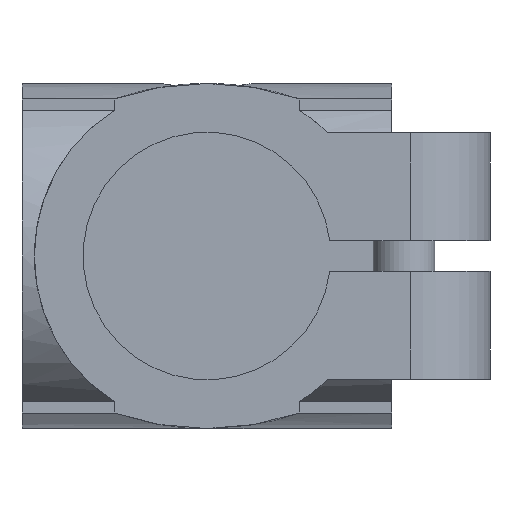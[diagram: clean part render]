
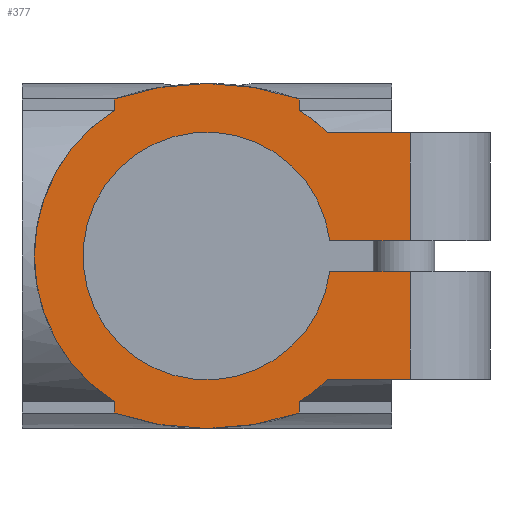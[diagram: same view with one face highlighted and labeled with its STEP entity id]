
A CAD part, front view. The second image highlights one B-rep face of the part: STEP entity #377.
In plain terms, the highlighted planar face has unit normal (0, -1, 0).
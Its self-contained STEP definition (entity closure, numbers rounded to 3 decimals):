
#377 = ADVANCED_FACE( '', ( #813 ), #814, .F. );
#813 = FACE_OUTER_BOUND( '', #1270, .T. );
#814 = PLANE( '', #1271 );
#1270 = EDGE_LOOP( '', ( #2350, #2351, #2352, #2353, #2354, #2355, #2356, #2357, #2358, #2359, #2360, #2361, #2362, #2363, #2364, #2365 ) );
#1271 = AXIS2_PLACEMENT_3D( '', #2366, #2367, #2368 );
#2350 = ORIENTED_EDGE( '', *, *, #2676, .T. );
#2351 = ORIENTED_EDGE( '', *, *, #2735, .T. );
#2352 = ORIENTED_EDGE( '', *, *, #3008, .T. );
#2353 = ORIENTED_EDGE( '', *, *, #2659, .F. );
#2354 = ORIENTED_EDGE( '', *, *, #2682, .F. );
#2355 = ORIENTED_EDGE( '', *, *, #2845, .F. );
#2356 = ORIENTED_EDGE( '', *, *, #2742, .F. );
#2357 = ORIENTED_EDGE( '', *, *, #2995, .F. );
#2358 = ORIENTED_EDGE( '', *, *, #2804, .F. );
#2359 = ORIENTED_EDGE( '', *, *, #2926, .F. );
#2360 = ORIENTED_EDGE( '', *, *, #2921, .F. );
#2361 = ORIENTED_EDGE( '', *, *, #2969, .F. );
#2362 = ORIENTED_EDGE( '', *, *, #2733, .F. );
#2363 = ORIENTED_EDGE( '', *, *, #3009, .F. );
#2364 = ORIENTED_EDGE( '', *, *, #2786, .T. );
#2365 = ORIENTED_EDGE( '', *, *, #2807, .F. );
#2366 = CARTESIAN_POINT( '', ( 0., 0., 0. ) );
#2367 = DIRECTION( '', ( 0., 1., 0. ) );
#2368 = DIRECTION( '', ( 0., 0., 1. ) );
#2659 = EDGE_CURVE( '', #3207, #3208, #3209, .T. );
#2676 = EDGE_CURVE( '', #3236, #3234, #3237, .T. );
#2682 = EDGE_CURVE( '', #3243, #3207, #3245, .T. );
#2733 = EDGE_CURVE( '', #3331, #3327, #3333, .T. );
#2735 = EDGE_CURVE( '', #3234, #3335, #3336, .T. );
#2742 = EDGE_CURVE( '', #3346, #3341, #3348, .T. );
#2786 = EDGE_CURVE( '', #3419, #3420, #3421, .T. );
#2804 = EDGE_CURVE( '', #3449, #3445, #3451, .T. );
#2807 = EDGE_CURVE( '', #3236, #3420, #3454, .T. );
#2845 = EDGE_CURVE( '', #3341, #3243, #3511, .T. );
#2921 = EDGE_CURVE( '', #3611, #3609, #3613, .T. );
#2926 = EDGE_CURVE( '', #3609, #3449, #3618, .T. );
#2969 = EDGE_CURVE( '', #3327, #3611, #3670, .T. );
#2995 = EDGE_CURVE( '', #3445, #3346, #3705, .T. );
#3008 = EDGE_CURVE( '', #3335, #3208, #3719, .T. );
#3009 = EDGE_CURVE( '', #3419, #3331, #3720, .T. );
#3207 = VERTEX_POINT( '', #3988 );
#3208 = VERTEX_POINT( '', #3989 );
#3209 = LINE( '', #3990, #3991 );
#3234 = VERTEX_POINT( '', #4023 );
#3236 = VERTEX_POINT( '', #4026 );
#3237 = LINE( '', #4027, #4028 );
#3243 = VERTEX_POINT( '', #4035 );
#3245 = LINE( '', #4038, #4039 );
#3327 = VERTEX_POINT( '', #4146 );
#3331 = VERTEX_POINT( '', #4152 );
#3333 = LINE( '', #4155, #4156 );
#3335 = VERTEX_POINT( '', #4158 );
#3336 = CIRCLE( '', #4159, 20.1 );
#3341 = VERTEX_POINT( '', #4165 );
#3346 = VERTEX_POINT( '', #4172 );
#3348 = LINE( '', #4175, #4176 );
#3419 = VERTEX_POINT( '', #4286 );
#3420 = VERTEX_POINT( '', #4287 );
#3421 = LINE( '', #4288, #4289 );
#3445 = VERTEX_POINT( '', #4333 );
#3449 = VERTEX_POINT( '', #4339 );
#3451 = LINE( '', #4342, #4343 );
#3454 = LINE( '', #4347, #4348 );
#3511 = CIRCLE( '', #4422, 28. );
#3609 = VERTEX_POINT( '', #4589 );
#3611 = VERTEX_POINT( '', #4592 );
#3613 = LINE( '', #4595, #4596 );
#3618 = CIRCLE( '', #4602, 28. );
#3670 = CIRCLE( '', #4758, 46. );
#3705 = CIRCLE( '', #4807, 46. );
#3719 = LINE( '', #4825, #4826 );
#3720 = CIRCLE( '', #4827, 28. );
#3988 = CARTESIAN_POINT( '', ( 33., 0., 20. ) );
#3989 = CARTESIAN_POINT( '', ( 33., 0., 2.5 ) );
#3990 = CARTESIAN_POINT( '', ( 33., 0., 20. ) );
#3991 = VECTOR( '', #4981, 1000. );
#4023 = CARTESIAN_POINT( '', ( 19.944, 0., -2.5 ) );
#4026 = CARTESIAN_POINT( '', ( 33., 0., -2.5 ) );
#4027 = CARTESIAN_POINT( '', ( 46., 0., -2.5 ) );
#4028 = VECTOR( '', #5005, 1000. );
#4035 = CARTESIAN_POINT( '', ( 19.596, 0., 20. ) );
#4038 = CARTESIAN_POINT( '', ( 0., 0., 20. ) );
#4039 = VECTOR( '', #5011, 1000. );
#4146 = CARTESIAN_POINT( '', ( 15., 0., -25.486 ) );
#4152 = CARTESIAN_POINT( '', ( 15., 0., -23.643 ) );
#4155 = CARTESIAN_POINT( '', ( 15., 0., 25.486 ) );
#4156 = VECTOR( '', #5076, 1000. );
#4158 = CARTESIAN_POINT( '', ( 19.944, 0., 2.5 ) );
#4159 = AXIS2_PLACEMENT_3D( '', #5077, #5078, #5079 );
#4165 = CARTESIAN_POINT( '', ( 15., 0., 23.643 ) );
#4172 = CARTESIAN_POINT( '', ( 15., 0., 25.486 ) );
#4175 = CARTESIAN_POINT( '', ( 15., 0., 25.486 ) );
#4176 = VECTOR( '', #5087, 1000. );
#4286 = CARTESIAN_POINT( '', ( 19.596, 0., -20. ) );
#4287 = CARTESIAN_POINT( '', ( 33., 0., -20. ) );
#4288 = CARTESIAN_POINT( '', ( 0., 0., -20. ) );
#4289 = VECTOR( '', #5129, 1000. );
#4333 = CARTESIAN_POINT( '', ( -15., 0., 25.486 ) );
#4339 = CARTESIAN_POINT( '', ( -15., 0., 23.643 ) );
#4342 = CARTESIAN_POINT( '', ( -15., 0., -25.486 ) );
#4343 = VECTOR( '', #5153, 1000. );
#4347 = CARTESIAN_POINT( '', ( 33., 0., 20. ) );
#4348 = VECTOR( '', #5155, 1000. );
#4422 = AXIS2_PLACEMENT_3D( '', #5206, #5207, #5208 );
#4589 = CARTESIAN_POINT( '', ( -15., 0., -23.643 ) );
#4592 = CARTESIAN_POINT( '', ( -15., 0., -25.486 ) );
#4595 = CARTESIAN_POINT( '', ( -15., 0., -25.486 ) );
#4596 = VECTOR( '', #5285, 1000. );
#4602 = AXIS2_PLACEMENT_3D( '', #5290, #5291, #5292 );
#4758 = AXIS2_PLACEMENT_3D( '', #5335, #5336, #5337 );
#4807 = AXIS2_PLACEMENT_3D( '', #5358, #5359, #5360 );
#4825 = CARTESIAN_POINT( '', ( 19.944, 0., 2.5 ) );
#4826 = VECTOR( '', #5368, 1000. );
#4827 = AXIS2_PLACEMENT_3D( '', #5369, #5370, #5371 );
#4981 = DIRECTION( '', ( 0., 0., -1. ) );
#5005 = DIRECTION( '', ( -1., 0., 0. ) );
#5011 = DIRECTION( '', ( 1., 0., 0. ) );
#5076 = DIRECTION( '', ( 0., 0., -1. ) );
#5077 = CARTESIAN_POINT( '', ( 0., 0., 0. ) );
#5078 = DIRECTION( '', ( 0., 1., 0. ) );
#5079 = DIRECTION( '', ( 1., 0., 0. ) );
#5087 = DIRECTION( '', ( 0., 0., -1. ) );
#5129 = DIRECTION( '', ( 1., 0., 0. ) );
#5153 = DIRECTION( '', ( 0., 0., 1. ) );
#5155 = DIRECTION( '', ( 0., 0., -1. ) );
#5206 = CARTESIAN_POINT( '', ( 0., 0., 0. ) );
#5207 = DIRECTION( '', ( 0., 1., 0. ) );
#5208 = DIRECTION( '', ( 1., 0., 0. ) );
#5285 = DIRECTION( '', ( 0., 0., 1. ) );
#5290 = CARTESIAN_POINT( '', ( 0., 0., 0. ) );
#5291 = DIRECTION( '', ( 0., 1., 0. ) );
#5292 = DIRECTION( '', ( 1., 0., 0. ) );
#5335 = CARTESIAN_POINT( '', ( 0., 0., 18. ) );
#5336 = DIRECTION( '', ( 0., 1., 0. ) );
#5337 = DIRECTION( '', ( 1., 0., 0. ) );
#5358 = CARTESIAN_POINT( '', ( 0., 0., -18. ) );
#5359 = DIRECTION( '', ( 0., 1., 0. ) );
#5360 = DIRECTION( '', ( 1., 0., 0. ) );
#5368 = DIRECTION( '', ( 1., 0., 0. ) );
#5369 = CARTESIAN_POINT( '', ( 0., 0., 0. ) );
#5370 = DIRECTION( '', ( 0., 1., 0. ) );
#5371 = DIRECTION( '', ( 1., 0., 0. ) );
